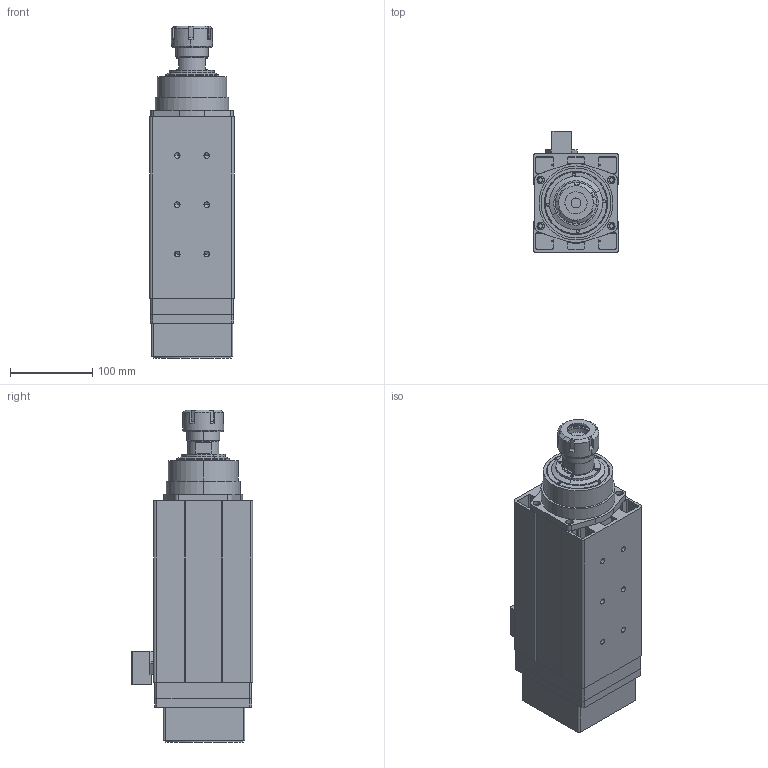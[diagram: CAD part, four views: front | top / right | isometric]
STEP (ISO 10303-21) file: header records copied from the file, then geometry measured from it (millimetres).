
FILE_DESCRIPTION (( 'STEP AP214' ), '1' );
FILE_NAME ('GDF60-18Z-5.5諉盄碟.STEP', '2024-07-19T06:07:18', ( '00' ), ( '' ), 'SwSTEP 2.0', 'SolidWorks 2018', '' );
FILE_SCHEMA (( 'AUTOMOTIVE_DESIGN' ));
Length unit declared in the file: millimetre
Products named in the file (12): GDF60-18Z-6.0-03 傷裔25; GDF60-18Z-5.5(4.0)瑞欶SLDPRT; ER32-12 粟俶芠標; 瑞欶結啣; GDF60-18Z-6.0-01 躇猾裔; 瑞欶綴結啣; ER32樓綠蹟簽; GDF60-18Z-6.0-02 ヶ裔; GDF60-18Z-6.0 儂褲祥湍褐; GDF60-18Z-6.0-07 粣芛; 瑤脣; GDF60-18Z-5.5諉盄碟
Assembly tree (11 placements, depth 2):
  GDF60-18Z-5.5諉盄碟
    GDF60-18Z-6.0 儂褲祥湍褐
    GDF60-18Z-6.0-03 傷裔25
    GDF60-18Z-6.0-01 躇猾裔
    GDF60-18Z-6.0-07 粣芛
    GDF60-18Z-6.0-02 ヶ裔
    ER32-12 粟俶芠標
    ER32樓綠蹟簽
    瑞欶綴結啣
    瑞欶結啣
    GDF60-18Z-5.5(4.0)瑞欶SLDPRT
    瑤脣
Bounding box: 103 x 147.5 x 404 mm (x, y, z)
Volume: 2019177 mm3; surface area: 444876.5 mm2
Topology: 11 solids, 11 shells, 371 faces, 934 edges, 610 vertices
Faces by surface type: plane 173, cylinder 164, cone 34
Entity records: 15595 total; most frequent: DIRECTION 2046, CARTESIAN_POINT 2003, ORIENTED_EDGE 1844, EDGE_CURVE 922, AXIS2_PLACEMENT_3D 765, VERTEX_POINT 610, VECTOR 516, LINE 516
